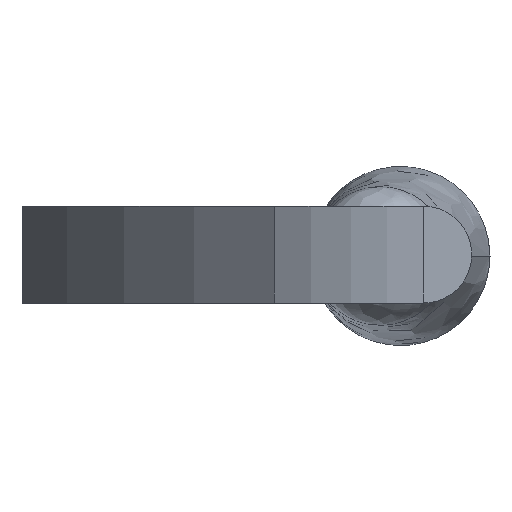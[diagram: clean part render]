
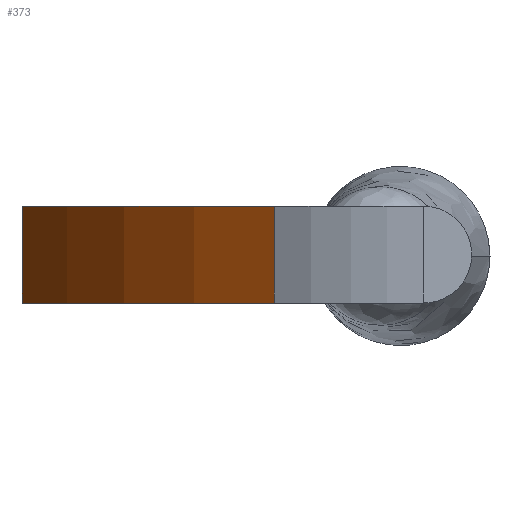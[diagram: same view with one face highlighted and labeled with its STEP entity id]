
A CAD part, front view. The second image highlights one B-rep face of the part: STEP entity #373.
In plain terms, the highlighted free-form (B-spline) face has degree [2, 1] with [3, 2] control points.
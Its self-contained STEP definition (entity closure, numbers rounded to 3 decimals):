
#346 = VERTEX_POINT('',#347);
#347 = CARTESIAN_POINT('',(-197.544,-16.661,
    661.858));
#353 = EDGE_CURVE('',#354,#346,#356,.T.);
#354 = VERTEX_POINT('',#355);
#355 = CARTESIAN_POINT('',(-197.544,-16.661,
    744.283));
#356 = B_SPLINE_CURVE_WITH_KNOTS('',1,(#357,#358),.UNSPECIFIED.,.F.,.F.,
  (2,2),(-0.,70.),.PIECEWISE_BEZIER_KNOTS.);
#357 = CARTESIAN_POINT('',(-197.544,-16.661,
    744.283));
#358 = CARTESIAN_POINT('',(-197.544,-16.661,
    661.858));
#373 = ADVANCED_FACE('',(#374),#398,.T.);
#374 = FACE_BOUND('',#375,.T.);
#375 = EDGE_LOOP('',(#376,#384,#391,#397));
#376 = ORIENTED_EDGE('',*,*,#377,.T.);
#377 = EDGE_CURVE('',#346,#378,#380,.T.);
#378 = VERTEX_POINT('',#379);
#379 = CARTESIAN_POINT('',(17.265,-327.967,
    661.858));
#380 = ( BOUNDED_CURVE() B_SPLINE_CURVE(2,(#381,#382,#383),
.UNSPECIFIED.,.F.,.F.) B_SPLINE_CURVE_WITH_KNOTS((3,3),(0.371,
0.837),.PIECEWISE_BEZIER_KNOTS.) CURVE() 
GEOMETRIC_REPRESENTATION_ITEM() RATIONAL_B_SPLINE_CURVE((1.,
0.973,1.)) REPRESENTATION_ITEM('') );
#381 = CARTESIAN_POINT('',(-197.544,-16.661,
    661.858));
#382 = CARTESIAN_POINT('',(-126.999,-197.748,
    661.858));
#383 = CARTESIAN_POINT('',(17.265,-327.967,
    661.858));
#384 = ORIENTED_EDGE('',*,*,#385,.F.);
#385 = EDGE_CURVE('',#386,#378,#388,.T.);
#386 = VERTEX_POINT('',#387);
#387 = CARTESIAN_POINT('',(17.265,-327.967,
    744.283));
#388 = B_SPLINE_CURVE_WITH_KNOTS('',1,(#389,#390),.UNSPECIFIED.,.F.,.F.,
  (2,2),(-0.,70.),.PIECEWISE_BEZIER_KNOTS.);
#389 = CARTESIAN_POINT('',(17.265,-327.967,
    744.283));
#390 = CARTESIAN_POINT('',(17.265,-327.967,
    661.858));
#391 = ORIENTED_EDGE('',*,*,#392,.F.);
#392 = EDGE_CURVE('',#354,#386,#393,.T.);
#393 = ( BOUNDED_CURVE() B_SPLINE_CURVE(2,(#394,#395,#396),
.UNSPECIFIED.,.F.,.F.) B_SPLINE_CURVE_WITH_KNOTS((3,3),(0.371,
0.837),.PIECEWISE_BEZIER_KNOTS.) CURVE() 
GEOMETRIC_REPRESENTATION_ITEM() RATIONAL_B_SPLINE_CURVE((1.,
0.973,1.)) REPRESENTATION_ITEM('') );
#394 = CARTESIAN_POINT('',(-197.544,-16.661,
    744.283));
#395 = CARTESIAN_POINT('',(-126.999,-197.748,
    744.283));
#396 = CARTESIAN_POINT('',(17.265,-327.967,
    744.283));
#397 = ORIENTED_EDGE('',*,*,#353,.T.);
#398 = ( BOUNDED_SURFACE() B_SPLINE_SURFACE(2,1,(
    (#399,#400)
    ,(#401,#402)
,(#403,#404
    )),.UNSPECIFIED.,.F.,.F.,.F.) B_SPLINE_SURFACE_WITH_KNOTS((3,3),(2,2
    ),(5.447,5.912),(0.,70.),
.PIECEWISE_BEZIER_KNOTS.) GEOMETRIC_REPRESENTATION_ITEM() 
RATIONAL_B_SPLINE_SURFACE((
    (1.,1.)
    ,(0.973,0.973)
,(1.,1.))) REPRESENTATION_ITEM('') SURFACE() );
#399 = CARTESIAN_POINT('',(17.265,-327.967,
    744.283));
#400 = CARTESIAN_POINT('',(17.265,-327.967,
    661.858));
#401 = CARTESIAN_POINT('',(-126.999,-197.748,
    744.283));
#402 = CARTESIAN_POINT('',(-126.999,-197.748,
    661.858));
#403 = CARTESIAN_POINT('',(-197.544,-16.661,
    744.283));
#404 = CARTESIAN_POINT('',(-197.544,-16.661,
    661.858));
